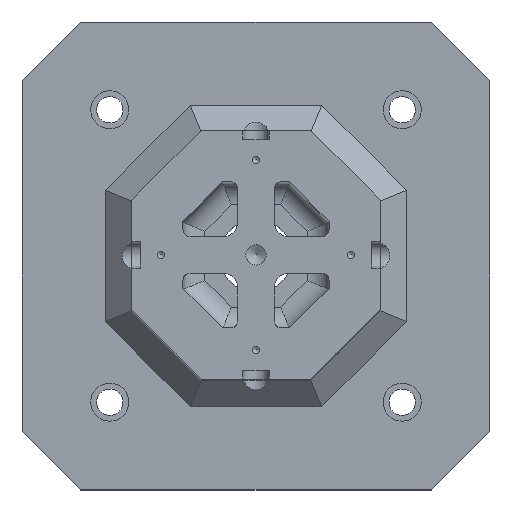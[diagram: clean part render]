
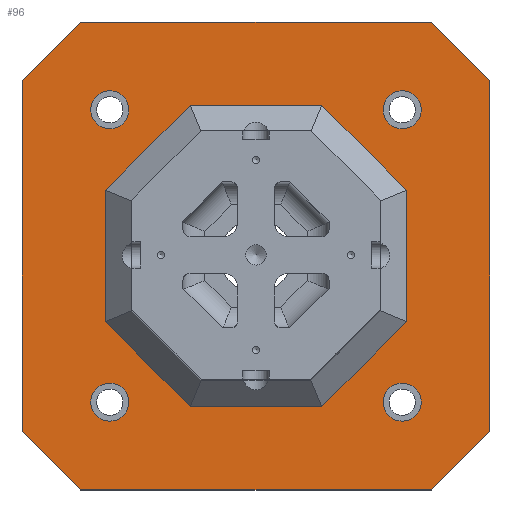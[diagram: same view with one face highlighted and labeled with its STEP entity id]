
A CAD part, top view. The second image highlights one B-rep face of the part: STEP entity #96.
In plain terms, the highlighted planar face has unit normal (0, 0, 1).
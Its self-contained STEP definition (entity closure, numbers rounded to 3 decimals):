
#96 = ADVANCED_FACE( '', ( #386, #387, #388, #389, #390, #391 ), #392, .T. );
#386 = FACE_BOUND( '', #990, .T. );
#387 = FACE_BOUND( '', #991, .T. );
#388 = FACE_BOUND( '', #992, .T. );
#389 = FACE_BOUND( '', #993, .T. );
#390 = FACE_BOUND( '', #994, .T. );
#391 = FACE_OUTER_BOUND( '', #995, .T. );
#392 = PLANE( '', #996 );
#990 = EDGE_LOOP( '', ( #1801 ) );
#991 = EDGE_LOOP( '', ( #1802 ) );
#992 = EDGE_LOOP( '', ( #1803 ) );
#993 = EDGE_LOOP( '', ( #1804 ) );
#994 = EDGE_LOOP( '', ( #1805, #1806, #1807, #1808, #1809, #1810, #1811, #1812 ) );
#995 = EDGE_LOOP( '', ( #1813, #1814, #1815, #1816, #1817, #1818, #1819, #1820 ) );
#996 = AXIS2_PLACEMENT_3D( '', #1821, #1822, #1823 );
#1801 = ORIENTED_EDGE( '', *, *, #3249, .T. );
#1802 = ORIENTED_EDGE( '', *, *, #3250, .T. );
#1803 = ORIENTED_EDGE( '', *, *, #3251, .T. );
#1804 = ORIENTED_EDGE( '', *, *, #3252, .T. );
#1805 = ORIENTED_EDGE( '', *, *, #3253, .T. );
#1806 = ORIENTED_EDGE( '', *, *, #3254, .T. );
#1807 = ORIENTED_EDGE( '', *, *, #3255, .T. );
#1808 = ORIENTED_EDGE( '', *, *, #3256, .T. );
#1809 = ORIENTED_EDGE( '', *, *, #3179, .T. );
#1810 = ORIENTED_EDGE( '', *, *, #3257, .T. );
#1811 = ORIENTED_EDGE( '', *, *, #3258, .T. );
#1812 = ORIENTED_EDGE( '', *, *, #3259, .T. );
#1813 = ORIENTED_EDGE( '', *, *, #3260, .T. );
#1814 = ORIENTED_EDGE( '', *, *, #3261, .T. );
#1815 = ORIENTED_EDGE( '', *, *, #3262, .T. );
#1816 = ORIENTED_EDGE( '', *, *, #3061, .T. );
#1817 = ORIENTED_EDGE( '', *, *, #3148, .T. );
#1818 = ORIENTED_EDGE( '', *, *, #3263, .T. );
#1819 = ORIENTED_EDGE( '', *, *, #3264, .T. );
#1820 = ORIENTED_EDGE( '', *, *, #3265, .T. );
#1821 = CARTESIAN_POINT( '', ( -160., -160., 40. ) );
#1822 = DIRECTION( '', ( 0., 0., 1. ) );
#1823 = DIRECTION( '', ( 1., 0., 0. ) );
#3061 = EDGE_CURVE( '', #3528, #3529, #3530, .F. );
#3148 = EDGE_CURVE( '', #3529, #3692, #3694, .T. );
#3179 = EDGE_CURVE( '', #3752, #3749, #3753, .T. );
#3249 = EDGE_CURVE( '', #3879, #3879, #3880, .T. );
#3250 = EDGE_CURVE( '', #3881, #3881, #3882, .T. );
#3251 = EDGE_CURVE( '', #3883, #3883, #3884, .T. );
#3252 = EDGE_CURVE( '', #3885, #3885, #3886, .T. );
#3253 = EDGE_CURVE( '', #3887, #3888, #3889, .T. );
#3254 = EDGE_CURVE( '', #3888, #3890, #3891, .T. );
#3255 = EDGE_CURVE( '', #3890, #3892, #3893, .T. );
#3256 = EDGE_CURVE( '', #3892, #3752, #3894, .T. );
#3257 = EDGE_CURVE( '', #3749, #3895, #3896, .T. );
#3258 = EDGE_CURVE( '', #3895, #3897, #3898, .T. );
#3259 = EDGE_CURVE( '', #3897, #3887, #3899, .T. );
#3260 = EDGE_CURVE( '', #3900, #3901, #3902, .T. );
#3261 = EDGE_CURVE( '', #3901, #3903, #3904, .F. );
#3262 = EDGE_CURVE( '', #3903, #3528, #3905, .T. );
#3263 = EDGE_CURVE( '', #3692, #3906, #3907, .F. );
#3264 = EDGE_CURVE( '', #3906, #3908, #3909, .T. );
#3265 = EDGE_CURVE( '', #3908, #3900, #3910, .F. );
#3528 = VERTEX_POINT( '', #4301 );
#3529 = VERTEX_POINT( '', #4302 );
#3530 = LINE( '', #4303, #4304 );
#3692 = VERTEX_POINT( '', #4524 );
#3694 = LINE( '', #4527, #4528 );
#3749 = VERTEX_POINT( '', #4598 );
#3752 = VERTEX_POINT( '', #4602 );
#3753 = LINE( '', #4603, #4604 );
#3879 = VERTEX_POINT( '', #4765 );
#3880 = CIRCLE( '', #4766, 13. );
#3881 = VERTEX_POINT( '', #4767 );
#3882 = CIRCLE( '', #4768, 13. );
#3883 = VERTEX_POINT( '', #4769 );
#3884 = CIRCLE( '', #4770, 13. );
#3885 = VERTEX_POINT( '', #4771 );
#3886 = CIRCLE( '', #4772, 13. );
#3887 = VERTEX_POINT( '', #4773 );
#3888 = VERTEX_POINT( '', #4774 );
#3889 = LINE( '', #4775, #4776 );
#3890 = VERTEX_POINT( '', #4777 );
#3891 = LINE( '', #4778, #4779 );
#3892 = VERTEX_POINT( '', #4780 );
#3893 = LINE( '', #4781, #4782 );
#3894 = LINE( '', #4783, #4784 );
#3895 = VERTEX_POINT( '', #4785 );
#3896 = LINE( '', #4786, #4787 );
#3897 = VERTEX_POINT( '', #4788 );
#3898 = LINE( '', #4789, #4790 );
#3899 = LINE( '', #4791, #4792 );
#3900 = VERTEX_POINT( '', #4793 );
#3901 = VERTEX_POINT( '', #4794 );
#3902 = LINE( '', #4795, #4796 );
#3903 = VERTEX_POINT( '', #4797 );
#3904 = LINE( '', #4798, #4799 );
#3905 = LINE( '', #4800, #4801 );
#3906 = VERTEX_POINT( '', #4802 );
#3907 = LINE( '', #4803, #4804 );
#3908 = VERTEX_POINT( '', #4805 );
#3909 = LINE( '', #4806, #4807 );
#3910 = LINE( '', #4808, #4809 );
#4301 = CARTESIAN_POINT( '', ( -120., 160., 40. ) );
#4302 = CARTESIAN_POINT( '', ( -160., 120., 40. ) );
#4303 = CARTESIAN_POINT( '', ( -300., -20., 40. ) );
#4304 = VECTOR( '', #5403, 1000. );
#4524 = CARTESIAN_POINT( '', ( -160., -120., 40. ) );
#4527 = CARTESIAN_POINT( '', ( -160., 160., 40. ) );
#4528 = VECTOR( '', #5541, 1000. );
#4598 = CARTESIAN_POINT( '', ( 103., 44.956, 40. ) );
#4602 = CARTESIAN_POINT( '', ( 44.956, 103., 40. ) );
#4603 = CARTESIAN_POINT( '', ( 97.728, 50.228, 40. ) );
#4604 = VECTOR( '', #5600, 1000. );
#4765 = CARTESIAN_POINT( '', ( -100., 87., 40. ) );
#4766 = AXIS2_PLACEMENT_3D( '', #5738, #5739, #5740 );
#4767 = CARTESIAN_POINT( '', ( -100., -113., 40. ) );
#4768 = AXIS2_PLACEMENT_3D( '', #5741, #5742, #5743 );
#4769 = CARTESIAN_POINT( '', ( 100., -113., 40. ) );
#4770 = AXIS2_PLACEMENT_3D( '', #5744, #5745, #5746 );
#4771 = CARTESIAN_POINT( '', ( 100., 87., 40. ) );
#4772 = AXIS2_PLACEMENT_3D( '', #5747, #5748, #5749 );
#4773 = CARTESIAN_POINT( '', ( -44.956, -103., 40. ) );
#4774 = CARTESIAN_POINT( '', ( -103., -44.956, 40. ) );
#4775 = CARTESIAN_POINT( '', ( -97.728, -50.228, 40. ) );
#4776 = VECTOR( '', #5750, 1000. );
#4777 = CARTESIAN_POINT( '', ( -103., 44.956, 40. ) );
#4778 = CARTESIAN_POINT( '', ( -103., 37.5, 40. ) );
#4779 = VECTOR( '', #5751, 1000. );
#4780 = CARTESIAN_POINT( '', ( -44.956, 103., 40. ) );
#4781 = CARTESIAN_POINT( '', ( -50.228, 97.728, 40. ) );
#4782 = VECTOR( '', #5752, 1000. );
#4783 = CARTESIAN_POINT( '', ( 37.5, 103., 40. ) );
#4784 = VECTOR( '', #5753, 1000. );
#4785 = CARTESIAN_POINT( '', ( 103., -44.956, 40. ) );
#4786 = CARTESIAN_POINT( '', ( 103., -37.5, 40. ) );
#4787 = VECTOR( '', #5754, 1000. );
#4788 = CARTESIAN_POINT( '', ( 44.956, -103., 40. ) );
#4789 = CARTESIAN_POINT( '', ( 50.228, -97.728, 40. ) );
#4790 = VECTOR( '', #5755, 1000. );
#4791 = CARTESIAN_POINT( '', ( -37.5, -103., 40. ) );
#4792 = VECTOR( '', #5756, 1000. );
#4793 = CARTESIAN_POINT( '', ( 160., -120., 40. ) );
#4794 = CARTESIAN_POINT( '', ( 160., 120., 40. ) );
#4795 = CARTESIAN_POINT( '', ( 160., -160., 40. ) );
#4796 = VECTOR( '', #5757, 1000. );
#4797 = CARTESIAN_POINT( '', ( 120., 160., 40. ) );
#4798 = CARTESIAN_POINT( '', ( 140., 140., 40. ) );
#4799 = VECTOR( '', #5758, 1000. );
#4800 = CARTESIAN_POINT( '', ( 160., 160., 40. ) );
#4801 = VECTOR( '', #5759, 1000. );
#4802 = CARTESIAN_POINT( '', ( -120., -160., 40. ) );
#4803 = CARTESIAN_POINT( '', ( -140., -140., 40. ) );
#4804 = VECTOR( '', #5760, 1000. );
#4805 = CARTESIAN_POINT( '', ( 120., -160., 40. ) );
#4806 = CARTESIAN_POINT( '', ( -160., -160., 40. ) );
#4807 = VECTOR( '', #5761, 1000. );
#4808 = CARTESIAN_POINT( '', ( -20., -300., 40. ) );
#4809 = VECTOR( '', #5762, 1000. );
#5403 = DIRECTION( '', ( 0.707, 0.707, 0. ) );
#5541 = DIRECTION( '', ( 0., -1., 0. ) );
#5600 = DIRECTION( '', ( 0.707, -0.707, 0. ) );
#5738 = CARTESIAN_POINT( '', ( -100., 100., 40. ) );
#5739 = DIRECTION( '', ( 0., 0., -1. ) );
#5740 = DIRECTION( '', ( 0., -1., 0. ) );
#5741 = CARTESIAN_POINT( '', ( -100., -100., 40. ) );
#5742 = DIRECTION( '', ( 0., 0., -1. ) );
#5743 = DIRECTION( '', ( 0., -1., 0. ) );
#5744 = CARTESIAN_POINT( '', ( 100., -100., 40. ) );
#5745 = DIRECTION( '', ( 0., 0., -1. ) );
#5746 = DIRECTION( '', ( 0., -1., 0. ) );
#5747 = CARTESIAN_POINT( '', ( 100., 100., 40. ) );
#5748 = DIRECTION( '', ( 0., 0., -1. ) );
#5749 = DIRECTION( '', ( 0., -1., 0. ) );
#5750 = DIRECTION( '', ( -0.707, 0.707, 0. ) );
#5751 = DIRECTION( '', ( 0., 1., 0. ) );
#5752 = DIRECTION( '', ( 0.707, 0.707, 0. ) );
#5753 = DIRECTION( '', ( 1., 0., 0. ) );
#5754 = DIRECTION( '', ( 0., -1., 0. ) );
#5755 = DIRECTION( '', ( -0.707, -0.707, 0. ) );
#5756 = DIRECTION( '', ( -1., 0., 0. ) );
#5757 = DIRECTION( '', ( 0., 1., 0. ) );
#5758 = DIRECTION( '', ( 0.707, -0.707, 0. ) );
#5759 = DIRECTION( '', ( -1., 0., 0. ) );
#5760 = DIRECTION( '', ( -0.707, 0.707, 0. ) );
#5761 = DIRECTION( '', ( 1., 0., 0. ) );
#5762 = DIRECTION( '', ( -0.707, -0.707, 0. ) );
